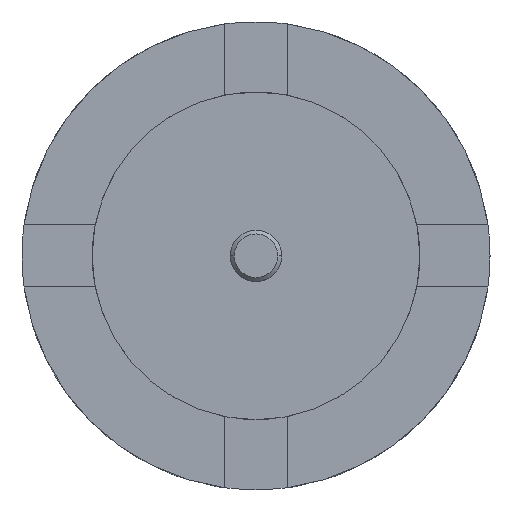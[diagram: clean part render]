
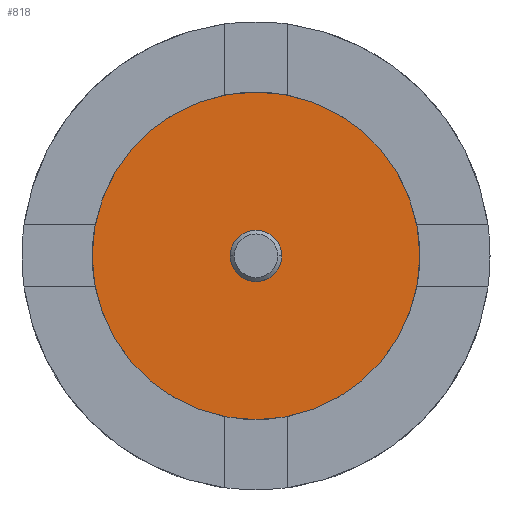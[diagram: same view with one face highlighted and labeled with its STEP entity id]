
A CAD part, top view. The second image highlights one B-rep face of the part: STEP entity #818.
In plain terms, the highlighted planar face has unit normal (0, 0, 1).
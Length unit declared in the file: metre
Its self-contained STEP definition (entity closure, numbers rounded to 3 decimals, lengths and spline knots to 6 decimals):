
#2 = CIRCLE ( 'NONE', #1217, 0.00033 ) ;
#80 = EDGE_CURVE ( 'NONE', #1451, #1201, #2, .T. ) ;
#81 = CARTESIAN_POINT ( 'NONE',  ( 0.0021, 0., -0.0003 ) ) ;
#147 = CARTESIAN_POINT ( 'NONE',  ( 0., 0., -0.0003 ) ) ;
#170 = FACE_OUTER_BOUND ( 'NONE', #1275, .T. ) ;
#172 = CARTESIAN_POINT ( 'NONE',  ( 0., 0., -0.0003 ) ) ;
#234 = AXIS2_PLACEMENT_3D ( 'NONE', #1336, #586, #1460 ) ;
#279 = DIRECTION ( 'NONE',  ( 1., 0., 0. ) ) ;
#407 = CIRCLE ( 'NONE', #539, 0.00033 ) ;
#490 = DIRECTION ( 'NONE',  ( 0., 0., -1. ) ) ;
#501 = DIRECTION ( 'NONE',  ( 0., 0., 1. ) ) ;
#511 = AXIS2_PLACEMENT_3D ( 'NONE', #172, #658, #785 ) ;
#539 = AXIS2_PLACEMENT_3D ( 'NONE', #758, #490, #984 ) ;
#574 = VERTEX_POINT ( 'NONE', #81 ) ;
#586 = DIRECTION ( 'NONE',  ( 0., 0., 1. ) ) ;
#609 = EDGE_CURVE ( 'NONE', #1201, #1451, #407, .T. ) ;
#656 = CARTESIAN_POINT ( 'NONE',  ( 0.00033, 0., -0.0003 ) ) ;
#658 = DIRECTION ( 'NONE',  ( 0., 0., 1. ) ) ;
#693 = EDGE_CURVE ( 'NONE', #574, #1408, #1322, .T. ) ;
#758 = CARTESIAN_POINT ( 'NONE',  ( 0., 0., -0.0003 ) ) ;
#785 = DIRECTION ( 'NONE',  ( 1., 0., 0. ) ) ;
#806 = ORIENTED_EDGE ( 'NONE', *, *, #609, .T. ) ;
#818 = ADVANCED_FACE ( 'NONE', ( #170, #1127 ), #1294, .T. ) ;
#968 = CIRCLE ( 'NONE', #234, 0.0021 ) ;
#984 = DIRECTION ( 'NONE',  ( 1., 0., 0. ) ) ;
#994 = EDGE_CURVE ( 'NONE', #1408, #574, #968, .T. ) ;
#1000 = ORIENTED_EDGE ( 'NONE', *, *, #80, .T. ) ;
#1013 = DIRECTION ( 'NONE',  ( 0., 0., -1. ) ) ;
#1016 = EDGE_LOOP ( 'NONE', ( #806, #1000 ) ) ;
#1102 = ORIENTED_EDGE ( 'NONE', *, *, #693, .T. ) ;
#1127 = FACE_BOUND ( 'NONE', #1016, .T. ) ;
#1129 = AXIS2_PLACEMENT_3D ( 'NONE', #1256, #501, #1237 ) ;
#1201 = VERTEX_POINT ( 'NONE', #1360 ) ;
#1217 = AXIS2_PLACEMENT_3D ( 'NONE', #147, #1013, #279 ) ;
#1237 = DIRECTION ( 'NONE',  ( 1., 0., 0. ) ) ;
#1256 = CARTESIAN_POINT ( 'NONE',  ( 0., 0., -0.0003 ) ) ;
#1275 = EDGE_LOOP ( 'NONE', ( #1102, #1276 ) ) ;
#1276 = ORIENTED_EDGE ( 'NONE', *, *, #994, .T. ) ;
#1281 = CARTESIAN_POINT ( 'NONE',  ( -0.0021, 0., -0.0003 ) ) ;
#1294 = PLANE ( 'NONE',  #511 ) ;
#1322 = CIRCLE ( 'NONE', #1129, 0.0021 ) ;
#1336 = CARTESIAN_POINT ( 'NONE',  ( 0., 0., -0.0003 ) ) ;
#1360 = CARTESIAN_POINT ( 'NONE',  ( -0.00033, 0., -0.0003 ) ) ;
#1408 = VERTEX_POINT ( 'NONE', #1281 ) ;
#1451 = VERTEX_POINT ( 'NONE', #656 ) ;
#1460 = DIRECTION ( 'NONE',  ( 1., 0., 0. ) ) ;
